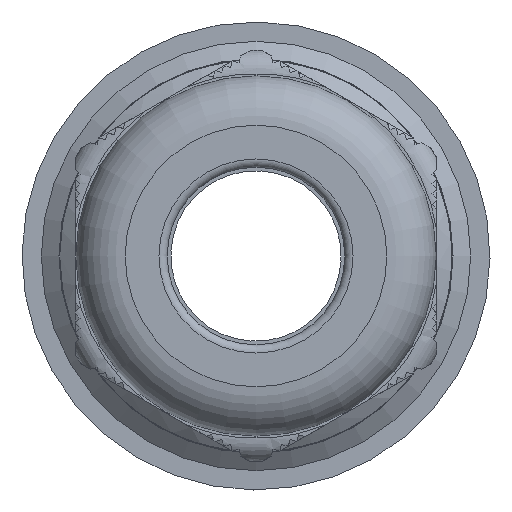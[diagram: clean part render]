
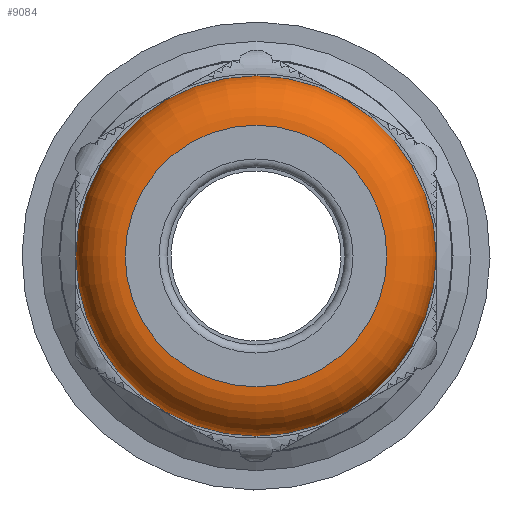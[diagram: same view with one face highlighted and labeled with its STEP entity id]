
A CAD part, left-side view. The second image highlights one B-rep face of the part: STEP entity #9084.
In plain terms, the highlighted toroidal (fillet/blend) face has major radius 7.955 mm and minor radius 3 mm.
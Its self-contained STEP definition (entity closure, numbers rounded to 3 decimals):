
#186=TOROIDAL_SURFACE('',#10071,7.955,3.);
#227=FACE_BOUND('',#3026,.T.);
#2459=FACE_OUTER_BOUND('',#3025,.T.);
#3025=EDGE_LOOP('',(#8335));
#3026=EDGE_LOOP('',(#8336));
#3440=CIRCLE('',#10070,7.955);
#3441=CIRCLE('',#10072,10.955);
#4472=VERTEX_POINT('',#21963);
#4473=VERTEX_POINT('',#21966);
#5772=EDGE_CURVE('',#4472,#4472,#3440,.T.);
#5773=EDGE_CURVE('',#4473,#4473,#3441,.T.);
#8335=ORIENTED_EDGE('',*,*,#5773,.T.);
#8336=ORIENTED_EDGE('',*,*,#5772,.T.);
#9084=ADVANCED_FACE('',(#2459,#227),#186,.T.);
#10070=AXIS2_PLACEMENT_3D('',#21964,#12474,#12475);
#10071=AXIS2_PLACEMENT_3D('',#21965,#12476,#12477);
#10072=AXIS2_PLACEMENT_3D('',#21967,#12478,#12479);
#12474=DIRECTION('center_axis',(0.,0.,-1.));
#12475=DIRECTION('ref_axis',(-1.,0.,0.));
#12476=DIRECTION('center_axis',(0.,0.,1.));
#12477=DIRECTION('ref_axis',(1.,0.,0.));
#12478=DIRECTION('center_axis',(0.,0.,1.));
#12479=DIRECTION('ref_axis',(-1.,0.,0.));
#21963=CARTESIAN_POINT('',(7.955,0.,5.73));
#21964=CARTESIAN_POINT('Origin',(0.,0.,5.73));
#21965=CARTESIAN_POINT('Origin',(0.,0.,2.73));
#21966=CARTESIAN_POINT('',(10.955,0.,2.73));
#21967=CARTESIAN_POINT('Origin',(0.,0.,2.73));
